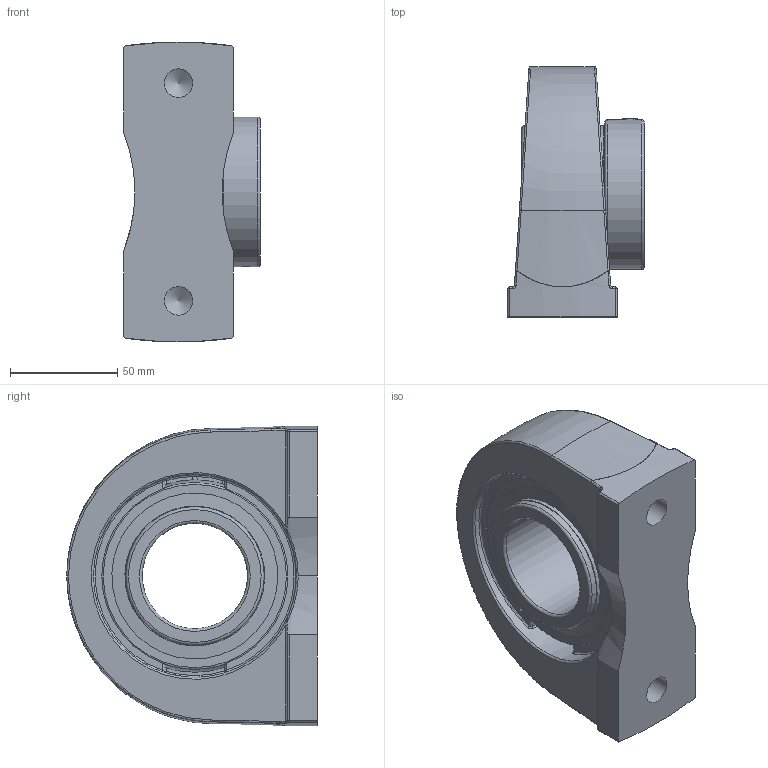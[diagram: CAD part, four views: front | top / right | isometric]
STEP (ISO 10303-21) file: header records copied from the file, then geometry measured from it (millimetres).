
FILE_DESCRIPTION(('HOOPS Exchange Step'),'2;1');
FILE_NAME('export-1D8E3FAF-D5F1-4237-BA6E-3BB1FBB37CED.stp','2020-05-20T14:30:38-07:00',('dkerr'),('Alibre'),'HOOPS Exchange 2020.0','Alibre','Unknown authorisation');
FILE_SCHEMA( ('AP242_MANAGED_MODEL_BASED_3D_ENGINEERING_MIM_LF {1 0 10303 442 1 1 4 }') );
Length unit declared in the file: inch
Products named in the file (8): MRN SPAM 210 L4L; SNC 210 (Ball Bearing); SNC 210 (Shield); SNC 210 (Setscrew); SNC 210-31 (Collar); SNC 210-31 L4L (1.9375inch) (Race); MRN SNC 210-31 L4L (1.9375inch); MRN SNCSPAM 210-31 L4L (1.9375inch)
Assembly tree (8 placements, depth 3):
  MRN SNCSPAM 210-31 L4L (1.9375inch)
    MRN SPAM 210 L4L
    MRN SNC 210-31 L4L (1.9375inch)
      SNC 210 (Ball Bearing)
      SNC 210 (Shield)  x2
      SNC 210 (Setscrew)
      SNC 210-31 (Collar)
      SNC 210-31 L4L (1.9375inch) (Race)
Bounding box: 63.59 x 117 x 140 mm (x, y, z)
Volume: 424871.5 mm3; surface area: 105754.3 mm2
Topology: 17 solids, 17 shells, 180 faces, 473 edges, 299 vertices
Faces by surface type: cylinder 52, plane 42, bspline 26, sphere 24, torus 22, cone 14
Full cylindrical faces by diameter (mm): 6.782 x3, 13.386 x2, 49.212 x2, 59.385 x2, 64.516 x4, 65.278 x2, 69.901 x1, 76.2 x2, 77.47 x2, 94.741 x2, 100.1 x1
Entity records: 10895 total; most frequent: CARTESIAN_POINT 6563, DIRECTION 894, ORIENTED_EDGE 838, EDGE_CURVE 419, AXIS2_PLACEMENT_3D 393, VERTEX_POINT 285, CIRCLE 209, EDGE_LOOP 192
